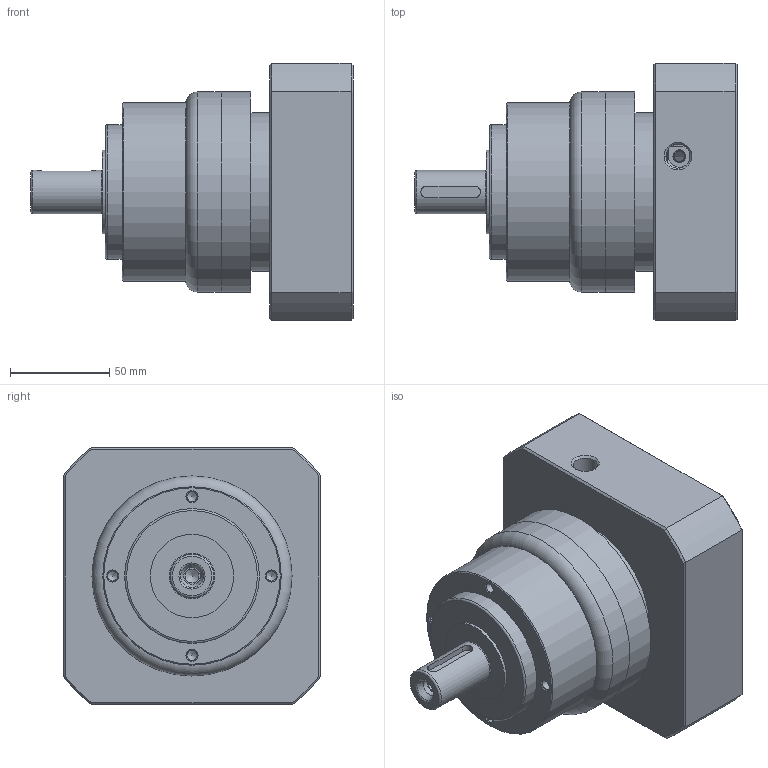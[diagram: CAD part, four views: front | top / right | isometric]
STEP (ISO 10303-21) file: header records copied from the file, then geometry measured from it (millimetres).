
FILE_DESCRIPTION(/* description */ (''),/* implementation_level */ '2;1');
FILE_NAME(/* name */ 'TE090-L1-22-110-145-M8-60-16.stp',/* time_stamp */ '2020-11-24T11:05:52+08:00',/* author */ (''),/* organization */ (''),/* preprocessor_version */ 'ST-DEVELOPER v16',/* originating_system */ 'SIEMENS PLM Software NX 10.0',/* authorisation */ '');
FILE_SCHEMA (('CONFIG_CONTROL_DESIGN'));
Length unit declared in the file: millimetre
Products named in the file (1): _model286
Bounding box: 162.5 x 130 x 130 mm (x, y, z)
Volume: 1025030.3 mm3; surface area: 139606.9 mm2
Topology: 5 solids, 5 shells, 178 faces, 413 edges, 266 vertices
Faces by surface type: plane 71, cylinder 56, cone 45, torus 6
Full cylindrical faces by diameter (mm): 5.1 x4, 5.2 x1, 5.5 x6, 6.5 x1, 6.8 x4, 7 x1, 8.451 x1, 9 x6, 12.1 x1, 22 x2, 26.6 x1, 27.5 x1, 28 x3, 31 x1, 42 x1, 55 x1, 68 x1, 80 x1, 80.013 x1, 90 x1, 100.95 x2, 110 x1
Entity records: 4709 total; most frequent: CARTESIAN_POINT 926, DIRECTION 797, ORIENTED_EDGE 618, AXIS2_PLACEMENT_3D 342, EDGE_CURVE 309, EDGE_LOOP 290, VERTEX_POINT 243, FACE_BOUND 222
